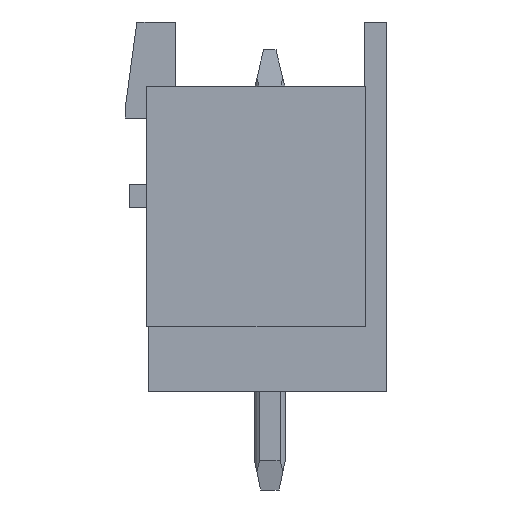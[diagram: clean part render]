
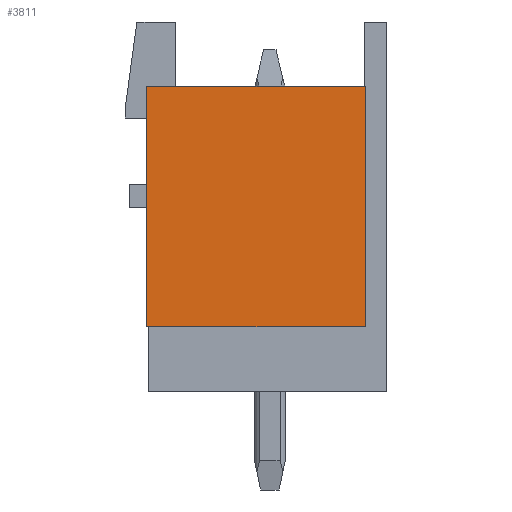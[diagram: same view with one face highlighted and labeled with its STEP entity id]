
A CAD part, left-side view. The second image highlights one B-rep face of the part: STEP entity #3811.
In plain terms, the highlighted planar face has unit normal (-1, 0, 0).
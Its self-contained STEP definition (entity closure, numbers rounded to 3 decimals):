
#3775=AXIS2_PLACEMENT_3D('Plane Axis2P3D',#3772,#3773,#3774) ;
#3772=CARTESIAN_POINT('Axis2P3D Location',(0.,7.8,5.3)) ;
#3777=CARTESIAN_POINT('Line Origine',(0.,4.25,13.1)) ;
#3781=CARTESIAN_POINT('Vertex',(0.,7.8,13.1)) ;
#3783=CARTESIAN_POINT('Vertex',(0.,0.7,13.1)) ;
#3786=CARTESIAN_POINT('Line Origine',(0.,7.8,9.2)) ;
#3790=CARTESIAN_POINT('Vertex',(0.,7.8,5.3)) ;
#3793=CARTESIAN_POINT('Line Origine',(0.,4.25,5.3)) ;
#3797=CARTESIAN_POINT('Vertex',(0.,0.7,5.3)) ;
#3800=CARTESIAN_POINT('Line Origine',(0.,0.7,9.2)) ;
#3773=DIRECTION('Axis2P3D Direction',(1.,0.,0.)) ;
#3774=DIRECTION('Axis2P3D XDirection',(0.,0.,1.)) ;
#3778=DIRECTION('Vector Direction',(0.,-1.,0.)) ;
#3787=DIRECTION('Vector Direction',(0.,0.,1.)) ;
#3794=DIRECTION('Vector Direction',(0.,-1.,0.)) ;
#3801=DIRECTION('Vector Direction',(0.,0.,1.)) ;
#3779=VECTOR('Line Direction',#3778,1.) ;
#3788=VECTOR('Line Direction',#3787,1.) ;
#3795=VECTOR('Line Direction',#3794,1.) ;
#3802=VECTOR('Line Direction',#3801,1.) ;
#3806=ORIENTED_EDGE('',*,*,#3785,.F.) ;
#3807=ORIENTED_EDGE('',*,*,#3792,.T.) ;
#3808=ORIENTED_EDGE('',*,*,#3799,.T.) ;
#3809=ORIENTED_EDGE('',*,*,#3804,.F.) ;
#3811=ADVANCED_FACE('HOUSING',(#3810),#3776,.F.) ;
#3785=EDGE_CURVE('',#3782,#3784,#3780,.T.) ;
#3792=EDGE_CURVE('',#3782,#3791,#3789,.F.) ;
#3799=EDGE_CURVE('',#3791,#3798,#3796,.T.) ;
#3804=EDGE_CURVE('',#3784,#3798,#3803,.F.) ;
#3805=EDGE_LOOP('',(#3806,#3807,#3808,#3809)) ;
#3810=FACE_OUTER_BOUND('',#3805,.T.) ;
#3780=LINE('Line',#3777,#3779) ;
#3789=LINE('Line',#3786,#3788) ;
#3796=LINE('Line',#3793,#3795) ;
#3803=LINE('Line',#3800,#3802) ;
#3776=PLANE('',#3775) ;
#3782=VERTEX_POINT('',#3781) ;
#3784=VERTEX_POINT('',#3783) ;
#3791=VERTEX_POINT('',#3790) ;
#3798=VERTEX_POINT('',#3797) ;
